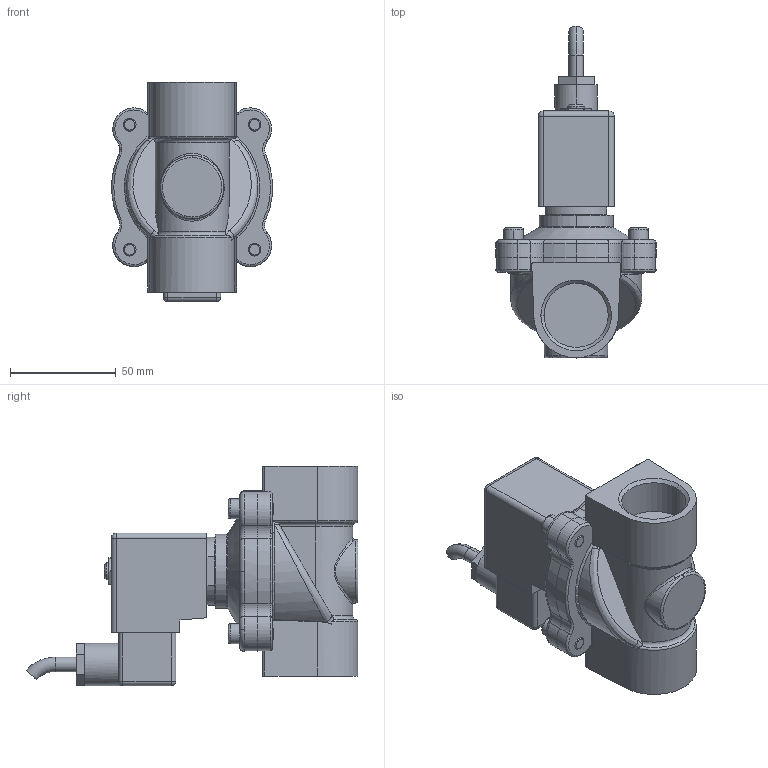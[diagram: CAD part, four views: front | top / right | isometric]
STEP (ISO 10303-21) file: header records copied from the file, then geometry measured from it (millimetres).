
FILE_DESCRIPTION (( 'STEP AP214' ), '1' );
FILE_NAME ('DN25 Dummy1.STEP', '2023-07-21T09:50:33', ( 'admin' ), ( 'Hewlett-Packard Company' ), 'SwSTEP 2.0', 'SolidWorks 2015', '' );
FILE_SCHEMA (( 'AUTOMOTIVE_DESIGN' ));
Length unit declared in the file: millimetre
Products named in the file (1): DN25 Dummy1
Bounding box: 75.87 x 156.76 x 103.5 mm (x, y, z)
Volume: 300038.1 mm3; surface area: 63490.8 mm2
Topology: 2 solids, 2 shells, 409 faces, 991 edges, 607 vertices
Faces by surface type: plane 139, cylinder 133, torus 78, bspline 27, cone 26, sphere 6
Entity records: 20277 total; most frequent: CARTESIAN_POINT 6274, DIRECTION 2029, ORIENTED_EDGE 1968, EDGE_CURVE 984, AXIS2_PLACEMENT_3D 815, VERTEX_POINT 607, EDGE_LOOP 443, CIRCLE 432
